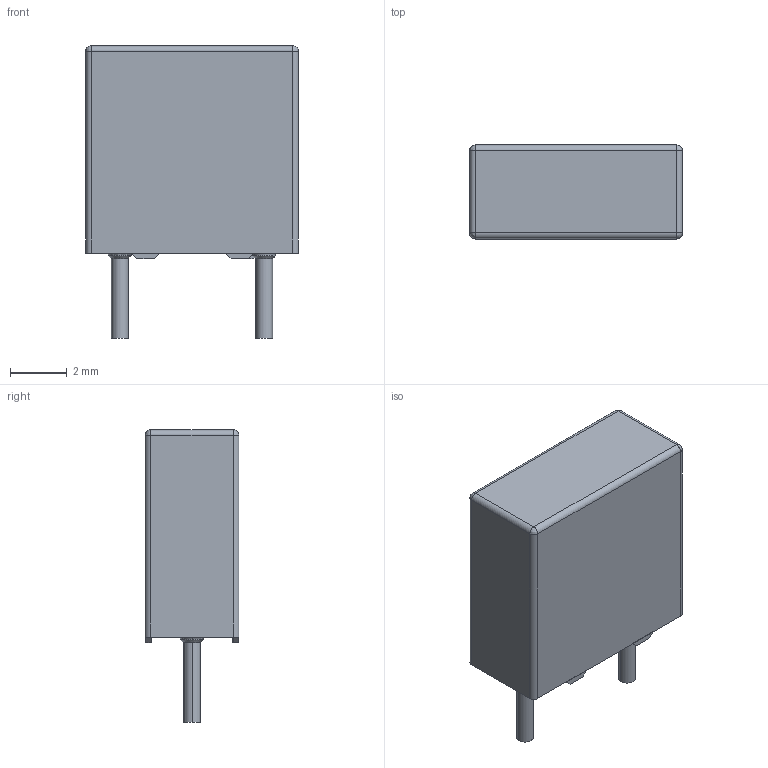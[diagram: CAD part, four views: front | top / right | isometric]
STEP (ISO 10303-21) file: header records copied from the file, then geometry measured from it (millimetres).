
FILE_DESCRIPTION (( 'STEP AP214' ), '1' );
FILE_NAME ('User Library-CapFilmBox_508.STEP', '2023-06-06T06:31:26', ( '' ), ( '' ), 'SwSTEP 2.0', 'SolidWorks 2022', '' );
FILE_SCHEMA (( 'AUTOMOTIVE_DESIGN' ));
Length unit declared in the file: millimetre
Products named in the file (4): lead2; CapFilmBox_508; User Library-CapFilmBox_508; Lead1
Assembly tree (3 placements, depth 2):
  User Library-CapFilmBox_508
    CapFilmBox_508
    Lead1
    lead2
Bounding box: 7.5 x 3.3 x 10.3 mm (x, y, z)
Volume: 182.3 mm3; surface area: 217.2 mm2
Topology: 3 solids, 3 shells, 68 faces, 154 edges, 94 vertices
Faces by surface type: plane 40, cylinder 16, bspline 8, cone 4
Entity records: 2950 total; most frequent: CARTESIAN_POINT 554, DIRECTION 320, ORIENTED_EDGE 300, EDGE_CURVE 150, AXIS2_PLACEMENT_3D 108, VECTOR 104, LINE 104, VERTEX_POINT 94
